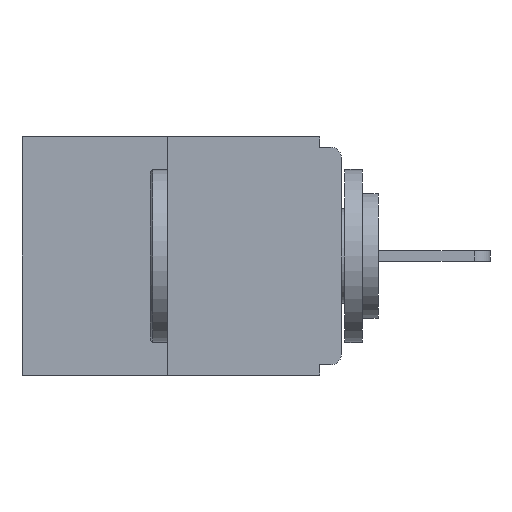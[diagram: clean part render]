
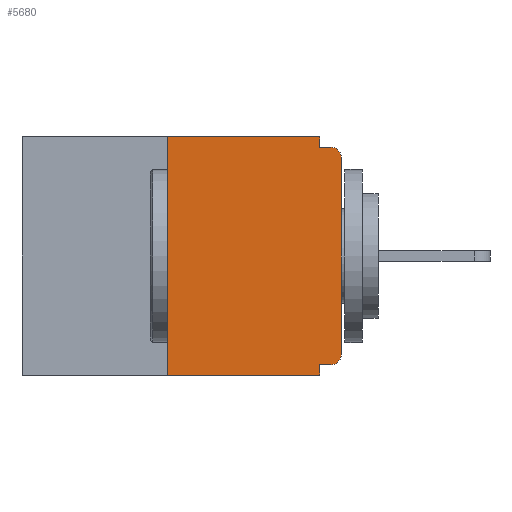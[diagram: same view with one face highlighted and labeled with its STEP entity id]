
A CAD part, left-side view. The second image highlights one B-rep face of the part: STEP entity #5680.
In plain terms, the highlighted planar face has unit normal (-1, 0, 0).
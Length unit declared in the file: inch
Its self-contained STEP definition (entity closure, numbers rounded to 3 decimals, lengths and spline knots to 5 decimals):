
#118 = ORIENTED_EDGE ( 'NONE', *, *, #237, .F. ) ;
#161 = VECTOR ( 'NONE', #7701, 39.37008 ) ;
#207 = VECTOR ( 'NONE', #7475, 39.37008 ) ;
#211 = LINE ( 'NONE', #9648, #161 ) ;
#217 = EDGE_CURVE ( 'NONE', #10849, #6396, #284, .T. ) ;
#218 = EDGE_CURVE ( 'NONE', #10849, #9026, #247, .T. ) ;
#219 = EDGE_CURVE ( 'NONE', #6917, #9026, #305, .T. ) ;
#233 = VECTOR ( 'NONE', #11041, 39.37008 ) ;
#237 = EDGE_CURVE ( 'NONE', #10730, #807, #211, .T. ) ;
#247 = LINE ( 'NONE', #11071, #357 ) ;
#284 = LINE ( 'NONE', #520, #233 ) ;
#305 = LINE ( 'NONE', #556, #207 ) ;
#357 = VECTOR ( 'NONE', #9625, 39.37008 ) ;
#520 = CARTESIAN_POINT ( 'NONE',  ( 0., 0.25, 0. ) ) ;
#556 = CARTESIAN_POINT ( 'NONE',  ( 0., 0.031, -0.343 ) ) ;
#589 = EDGE_CURVE ( 'NONE', #3863, #10312, #10119, .T. ) ;
#807 = VERTEX_POINT ( 'NONE', #6447 ) ;
#893 = CARTESIAN_POINT ( 'NONE',  ( 0., 0.015, -0.015 ) ) ;
#953 = CARTESIAN_POINT ( 'NONE',  ( 0., 0.031, -0.328 ) ) ;
#983 = DIRECTION ( 'NONE',  ( -1., 0., 0. ) ) ;
#997 = CARTESIAN_POINT ( 'NONE',  ( 0., 0.015, -0.313 ) ) ;
#1243 = ORIENTED_EDGE ( 'NONE', *, *, #4764, .F. ) ;
#1301 = CARTESIAN_POINT ( 'NONE',  ( 0., 0.031, 0. ) ) ;
#1334 = EDGE_CURVE ( 'NONE', #5588, #3863, #7676, .T. ) ;
#2345 = CARTESIAN_POINT ( 'NONE',  ( 0., 0.031, -0.343 ) ) ;
#2390 = DIRECTION ( 'NONE',  ( 0., 0., -1. ) ) ;
#2417 = ORIENTED_EDGE ( 'NONE', *, *, #589, .T. ) ;
#2955 = VERTEX_POINT ( 'NONE', #9559 ) ;
#3240 = CARTESIAN_POINT ( 'NONE',  ( 0., 0.25, -0.343 ) ) ;
#3259 = EDGE_LOOP ( 'NONE', ( #4236, #5886, #6740, #7125, #9170, #10848, #8565, #2417, #1243, #118 ) ) ;
#3841 = EDGE_CURVE ( 'NONE', #6396, #10730, #4323, .T. ) ;
#3863 = VERTEX_POINT ( 'NONE', #8176 ) ;
#3938 = EDGE_CURVE ( 'NONE', #2955, #6917, #4826, .T. ) ;
#4236 = ORIENTED_EDGE ( 'NONE', *, *, #3841, .F. ) ;
#4323 = LINE ( 'NONE', #6750, #8799 ) ;
#4764 = EDGE_CURVE ( 'NONE', #807, #10312, #7647, .T. ) ;
#4826 = LINE ( 'NONE', #10325, #10858 ) ;
#5005 = CARTESIAN_POINT ( 'NONE',  ( 0., 0.25, 0. ) ) ;
#5588 = VERTEX_POINT ( 'NONE', #8430 ) ;
#5680 = ADVANCED_FACE ( 'NONE', ( #10387 ), #7811, .F. ) ;
#5794 = AXIS2_PLACEMENT_3D ( 'NONE', #7803, #7789, #7766 ) ;
#5886 = ORIENTED_EDGE ( 'NONE', *, *, #217, .F. ) ;
#6133 = DIRECTION ( 'NONE',  ( -1., 0., 0. ) ) ;
#6396 = VERTEX_POINT ( 'NONE', #5005 ) ;
#6447 = CARTESIAN_POINT ( 'NONE',  ( 0., 0.031, -0.015 ) ) ;
#6635 = DIRECTION ( 'NONE',  ( 0., 0., 1. ) ) ;
#6739 = DIRECTION ( 'NONE',  ( 0., -1., 0. ) ) ;
#6740 = ORIENTED_EDGE ( 'NONE', *, *, #218, .T. ) ;
#6750 = CARTESIAN_POINT ( 'NONE',  ( 0., 0.46, 0. ) ) ;
#6917 = VERTEX_POINT ( 'NONE', #953 ) ;
#7125 = ORIENTED_EDGE ( 'NONE', *, *, #219, .F. ) ;
#7229 = CARTESIAN_POINT ( 'NONE',  ( 0., 0., -0.015 ) ) ;
#7406 = VECTOR ( 'NONE', #8535, 39.37008 ) ;
#7475 = DIRECTION ( 'NONE',  ( 0., 0., -1. ) ) ;
#7641 = VECTOR ( 'NONE', #6635, 39.37008 ) ;
#7647 = LINE ( 'NONE', #7229, #7406 ) ;
#7676 = LINE ( 'NONE', #8104, #7641 ) ;
#7701 = DIRECTION ( 'NONE',  ( 0., 0., -1. ) ) ;
#7766 = DIRECTION ( 'NONE',  ( 0., 0., -1. ) ) ;
#7789 = DIRECTION ( 'NONE',  ( 1., 0., 0. ) ) ;
#7803 = CARTESIAN_POINT ( 'NONE',  ( 0., 0.46, 0. ) ) ;
#7811 = PLANE ( 'NONE',  #5794 ) ;
#7893 = AXIS2_PLACEMENT_3D ( 'NONE', #9302, #6133, #2390 ) ;
#8068 = DIRECTION ( 'NONE',  ( 0., 0., -1. ) ) ;
#8104 = CARTESIAN_POINT ( 'NONE',  ( 0., 0., 0. ) ) ;
#8176 = CARTESIAN_POINT ( 'NONE',  ( 0., 0., -0.03 ) ) ;
#8430 = CARTESIAN_POINT ( 'NONE',  ( 0., 0., -0.313 ) ) ;
#8436 = AXIS2_PLACEMENT_3D ( 'NONE', #997, #983, #8068 ) ;
#8535 = DIRECTION ( 'NONE',  ( 0., -1., 0. ) ) ;
#8565 = ORIENTED_EDGE ( 'NONE', *, *, #1334, .T. ) ;
#8799 = VECTOR ( 'NONE', #6739, 39.37008 ) ;
#9026 = VERTEX_POINT ( 'NONE', #2345 ) ;
#9170 = ORIENTED_EDGE ( 'NONE', *, *, #3938, .F. ) ;
#9302 = CARTESIAN_POINT ( 'NONE',  ( 0., 0.015, -0.03 ) ) ;
#9559 = CARTESIAN_POINT ( 'NONE',  ( 0., 0.015, -0.328 ) ) ;
#9599 = EDGE_CURVE ( 'NONE', #2955, #5588, #10884, .T. ) ;
#9625 = DIRECTION ( 'NONE',  ( 0., -1., 0. ) ) ;
#9648 = CARTESIAN_POINT ( 'NONE',  ( 0., 0.031, 0. ) ) ;
#10119 = CIRCLE ( 'NONE', #7893, 0.015 ) ;
#10312 = VERTEX_POINT ( 'NONE', #893 ) ;
#10325 = CARTESIAN_POINT ( 'NONE',  ( 0., 0., -0.328 ) ) ;
#10387 = FACE_OUTER_BOUND ( 'NONE', #3259, .T. ) ;
#10730 = VERTEX_POINT ( 'NONE', #1301 ) ;
#10848 = ORIENTED_EDGE ( 'NONE', *, *, #9599, .T. ) ;
#10849 = VERTEX_POINT ( 'NONE', #3240 ) ;
#10858 = VECTOR ( 'NONE', #11136, 39.37008 ) ;
#10884 = CIRCLE ( 'NONE', #8436, 0.015 ) ;
#11041 = DIRECTION ( 'NONE',  ( 0., 0., 1. ) ) ;
#11071 = CARTESIAN_POINT ( 'NONE',  ( 0., 0.46, -0.343 ) ) ;
#11136 = DIRECTION ( 'NONE',  ( 0., 1., 0. ) ) ;
